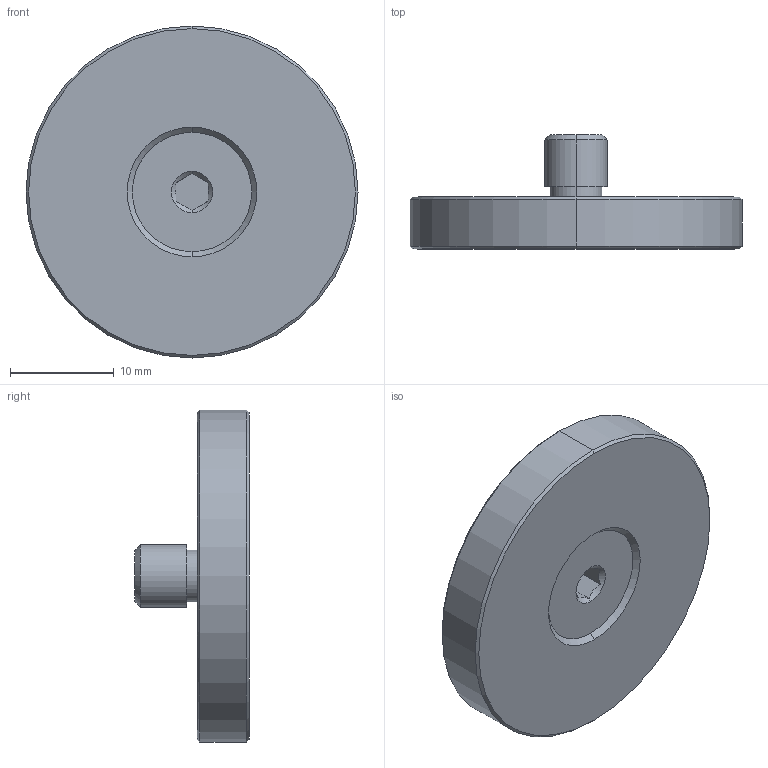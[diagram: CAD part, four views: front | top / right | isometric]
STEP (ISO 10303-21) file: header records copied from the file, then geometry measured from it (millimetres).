
FILE_DESCRIPTION (( 'STEP AP203' ), '1' );
FILE_NAME ('1.4.6.1_ZGD-1.0B_1.0英寸支杆底座带M6x6mm螺丝，Rev.A.STEP', '2023-12-09T06:34:02', ( '' ), ( '' ), 'SwSTEP 2.0', 'SolidWorks 2021', '' );
FILE_SCHEMA (( 'CONFIG_CONTROL_DESIGN' ));
Length unit declared in the file: millimetre
Products named in the file (1): 1.4.6.1_ZGD-1.0B_1.0英寸支杆底座带M6x6mm螺丝，Rev.A
Bounding box: 32 x 11 x 32 mm (x, y, z)
Volume: 4091.4 mm3; surface area: 2240.8 mm2
Topology: 1 solids, 1 shells, 28 faces, 58 edges, 36 vertices
Faces by surface type: plane 12, cone 10, cylinder 6
Entity records: 849 total; most frequent: CARTESIAN_POINT 165, DIRECTION 134, ORIENTED_EDGE 116, EDGE_CURVE 58, AXIS2_PLACEMENT_3D 53, VERTEX_POINT 36, EDGE_LOOP 32, ADVANCED_FACE 28
